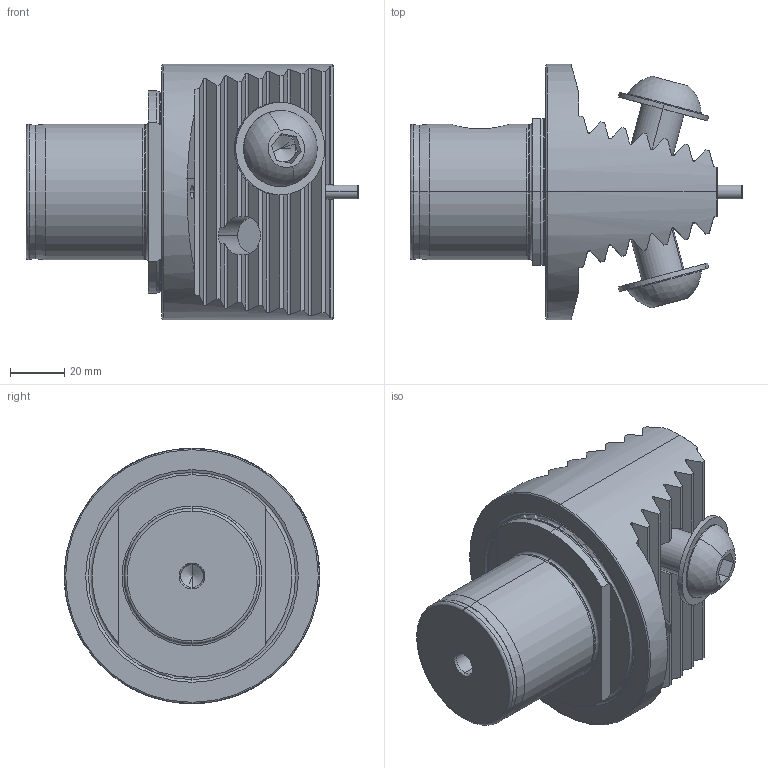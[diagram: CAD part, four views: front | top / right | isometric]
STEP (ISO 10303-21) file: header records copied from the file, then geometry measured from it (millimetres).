
FILE_DESCRIPTION (( 'STEP AP203' ), '1' );
FILE_NAME ('142.940.100.STEP', '2018-03-02T08:41:03', ( 'SWIAdmin' ), ( 'Hewlett-Packard Company' ), 'SwSTEP 2.0', 'SolidWorks 2017', '' );
FILE_SCHEMA (( 'CONFIG_CONTROL_DESIGN' ));
Length unit declared in the file: millimetre
Products named in the file (6): MB9-Z94.K23.130_B; Z42-ER2.001.019_A; Z94-ER1.002.035_A; Z94-ER1.003.035_A_gespannt; Z94-ER1.001.035; 142.940.100
Assembly tree (6 placements, depth 3):
  142.940.100
    MB9-Z94.K23.130_B
    Z42-ER2.001.019_A
    Z94-ER1.001.035  x2
      Z94-ER1.002.035_A
      Z94-ER1.003.035_A_gespannt
Bounding box: 122.2 x 94 x 94 mm (x, y, z)
Volume: 363589 mm3; surface area: 58491.9 mm2
Topology: 6 solids, 6 shells, 315 faces, 802 edges, 492 vertices
Faces by surface type: plane 140, cylinder 90, cone 55, torus 26, sphere 4
Entity records: 9847 total; most frequent: CARTESIAN_POINT 2861, ORIENTED_EDGE 1440, DIRECTION 1249, EDGE_CURVE 720, AXIS2_PLACEMENT_3D 487, VERTEX_POINT 449, EDGE_LOOP 297, ADVANCED_FACE 282
